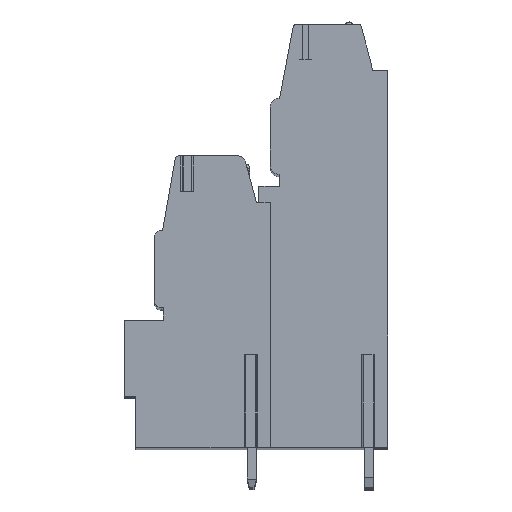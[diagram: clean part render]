
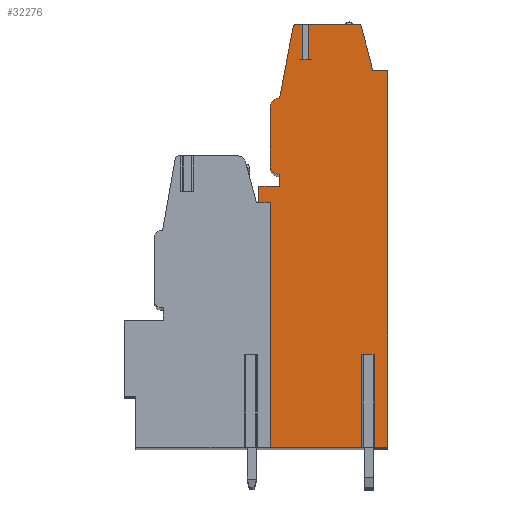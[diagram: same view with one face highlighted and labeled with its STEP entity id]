
A CAD part, top view. The second image highlights one B-rep face of the part: STEP entity #32276.
In plain terms, the highlighted planar face has unit normal (0, 0, 1).
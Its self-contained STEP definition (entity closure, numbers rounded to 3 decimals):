
#13=DIRECTION('',(0.,1.,0.));
#14=VECTOR('',#13,14.45);
#15=CARTESIAN_POINT('',(1.,-19.1,114.3));
#16=LINE('',#15,#14);
#17=DIRECTION('',(0.,-1.,0.));
#18=VECTOR('',#17,1.45);
#19=CARTESIAN_POINT('',(0.,3.5,114.3));
#20=LINE('',#19,#18);
#21=DIRECTION('',(-1.,0.,0.));
#22=VECTOR('',#21,1.8);
#23=CARTESIAN_POINT('',(1.8,3.5,114.3));
#24=LINE('',#23,#22);
#25=DIRECTION('',(0.,-1.,0.));
#26=VECTOR('',#25,1.);
#27=CARTESIAN_POINT('',(1.8,4.5,114.3));
#28=LINE('',#27,#26);
#29=CARTESIAN_POINT('',(1.8,5.3,114.3));
#30=DIRECTION('',(0.,0.,1.));
#31=DIRECTION('',(-1.,0.,0.));
#32=AXIS2_PLACEMENT_3D('',#29,#30,#31);
#34=DIRECTION('',(0.,-1.,0.));
#35=VECTOR('',#34,5.);
#36=CARTESIAN_POINT('',(1.,10.3,114.3));
#37=LINE('',#36,#35);
#38=CARTESIAN_POINT('',(1.8,10.3,114.3));
#39=DIRECTION('',(0.,0.,1.));
#40=DIRECTION('',(0.,1.,0.));
#41=AXIS2_PLACEMENT_3D('',#38,#39,#40);
#43=DIRECTION('',(-0.186,-0.983,0.));
#44=VECTOR('',#43,6.265);
#45=CARTESIAN_POINT('',(2.964,17.256,114.3));
#46=LINE('',#45,#44);
#47=CARTESIAN_POINT('',(3.259,17.2,114.3));
#48=DIRECTION('',(0.,0.,1.));
#49=DIRECTION('',(0.,1.,0.));
#50=AXIS2_PLACEMENT_3D('',#47,#48,#49);
#52=DIRECTION('',(-1.,0.,0.));
#53=VECTOR('',#52,0.551);
#54=CARTESIAN_POINT('',(3.81,17.5,114.3));
#55=LINE('',#54,#53);
#56=DIRECTION('',(0.,-1.,0.));
#57=VECTOR('',#56,3.05);
#58=CARTESIAN_POINT('',(3.81,17.5,114.3));
#59=LINE('',#58,#57);
#60=DIRECTION('',(1.,0.,0.));
#61=VECTOR('',#60,0.5);
#62=CARTESIAN_POINT('',(3.81,14.45,114.3));
#63=LINE('',#62,#61);
#64=DIRECTION('',(0.,-1.,0.));
#65=VECTOR('',#64,3.05);
#66=CARTESIAN_POINT('',(4.31,17.5,114.3));
#67=LINE('',#66,#65);
#68=DIRECTION('',(-1.,0.,0.));
#69=VECTOR('',#68,4.27);
#70=CARTESIAN_POINT('',(8.58,17.5,114.3));
#71=LINE('',#70,#69);
#72=CARTESIAN_POINT('',(8.58,17.2,114.3));
#73=DIRECTION('',(0.,0.,1.));
#74=DIRECTION('',(0.965,0.261,0.));
#75=AXIS2_PLACEMENT_3D('',#72,#73,#74);
#77=DIRECTION('',(-0.261,0.965,0.));
#78=VECTOR('',#77,3.539);
#79=CARTESIAN_POINT('',(9.792,13.861,114.3));
#80=LINE('',#79,#78);
#81=DIRECTION('',(-0.035,0.999,0.));
#82=VECTOR('',#81,0.361);
#83=CARTESIAN_POINT('',(9.805,13.5,114.3));
#84=LINE('',#83,#82);
#85=DIRECTION('',(-1.,0.,0.));
#86=VECTOR('',#85,1.355);
#87=CARTESIAN_POINT('',(11.16,13.5,114.3));
#88=LINE('',#87,#86);
#89=DIRECTION('',(0.,1.,0.));
#90=VECTOR('',#89,32.6);
#91=CARTESIAN_POINT('',(11.16,-19.1,114.3));
#92=LINE('',#91,#90);
#93=DIRECTION('',(1.,0.,0.));
#94=VECTOR('',#93,1.39);
#95=CARTESIAN_POINT('',(9.77,-19.1,114.3));
#96=LINE('',#95,#94);
#97=DIRECTION('',(0.,1.,0.));
#98=VECTOR('',#97,8.);
#99=CARTESIAN_POINT('',(9.77,-19.1,114.3));
#100=LINE('',#99,#98);
#101=DIRECTION('',(-1.,0.,0.));
#102=VECTOR('',#101,0.62);
#103=CARTESIAN_POINT('',(9.77,-11.1,114.3));
#104=LINE('',#103,#102);
#105=DIRECTION('',(0.,1.,0.));
#106=VECTOR('',#105,8.);
#107=CARTESIAN_POINT('',(9.15,-19.1,114.3));
#108=LINE('',#107,#106);
#109=DIRECTION('',(1.,0.,0.));
#110=VECTOR('',#109,8.15);
#111=CARTESIAN_POINT('',(1.,-19.1,114.3));
#112=LINE('',#111,#110);
#133=DIRECTION('',(-1.,0.,0.));
#134=VECTOR('',#133,1.195);
#135=CARTESIAN_POINT('',(1.,-4.65,114.3));
#136=LINE('',#135,#134);
#141=DIRECTION('',(-1.,0.,0.));
#142=VECTOR('',#141,0.195);
#143=CARTESIAN_POINT('',(0.,2.05,114.3));
#144=LINE('',#143,#142);
#1055=DIRECTION('',(0.,-1.,0.));
#1056=VECTOR('',#1055,6.7);
#1057=CARTESIAN_POINT('',(-0.195,2.05,114.3));
#1058=LINE('',#1057,#1056);
#25372=CARTESIAN_POINT('',(11.16,-19.1,114.3));
#25373=CARTESIAN_POINT('',(11.16,13.5,114.3));
#25374=VERTEX_POINT('',#25372);
#25375=VERTEX_POINT('',#25373);
#25376=CARTESIAN_POINT('',(9.805,13.5,114.3));
#25377=VERTEX_POINT('',#25376);
#25378=CARTESIAN_POINT('',(9.792,13.861,114.3));
#25379=VERTEX_POINT('',#25378);
#25380=CARTESIAN_POINT('',(8.87,17.278,114.3));
#25381=VERTEX_POINT('',#25380);
#25382=CARTESIAN_POINT('',(8.58,17.5,114.3));
#25383=VERTEX_POINT('',#25382);
#25384=CARTESIAN_POINT('',(3.259,17.5,114.3));
#25385=CARTESIAN_POINT('',(2.964,17.256,114.3));
#25386=VERTEX_POINT('',#25384);
#25387=VERTEX_POINT('',#25385);
#25388=CARTESIAN_POINT('',(1.8,11.1,114.3));
#25389=VERTEX_POINT('',#25388);
#25390=CARTESIAN_POINT('',(1.,10.3,114.3));
#25391=VERTEX_POINT('',#25390);
#25392=CARTESIAN_POINT('',(1.,5.3,114.3));
#25393=VERTEX_POINT('',#25392);
#25394=CARTESIAN_POINT('',(1.8,4.5,114.3));
#25395=VERTEX_POINT('',#25394);
#25396=CARTESIAN_POINT('',(1.8,3.5,114.3));
#25397=VERTEX_POINT('',#25396);
#25398=CARTESIAN_POINT('',(0.,3.5,114.3));
#25399=VERTEX_POINT('',#25398);
#25504=CARTESIAN_POINT('',(1.,-19.1,114.3));
#25505=VERTEX_POINT('',#25504);
#25530=CARTESIAN_POINT('',(9.77,-11.1,114.3));
#25531=CARTESIAN_POINT('',(9.15,-11.1,114.3));
#25532=VERTEX_POINT('',#25530);
#25533=VERTEX_POINT('',#25531);
#25534=CARTESIAN_POINT('',(9.77,-19.1,114.3));
#25535=VERTEX_POINT('',#25534);
#25536=CARTESIAN_POINT('',(9.15,-19.1,114.3));
#25537=VERTEX_POINT('',#25536);
#25574=CARTESIAN_POINT('',(3.81,14.45,114.3));
#25575=CARTESIAN_POINT('',(4.31,14.45,114.3));
#25576=VERTEX_POINT('',#25574);
#25577=VERTEX_POINT('',#25575);
#25578=CARTESIAN_POINT('',(4.31,17.5,114.3));
#25579=VERTEX_POINT('',#25578);
#25580=CARTESIAN_POINT('',(3.81,17.5,114.3));
#25581=VERTEX_POINT('',#25580);
#25966=CARTESIAN_POINT('',(-0.195,-4.65,114.3));
#25968=VERTEX_POINT('',#25966);
#25970=CARTESIAN_POINT('',(0.,2.05,114.3));
#25971=CARTESIAN_POINT('',(-0.195,2.05,114.3));
#25972=VERTEX_POINT('',#25970);
#25973=VERTEX_POINT('',#25971);
#25978=CARTESIAN_POINT('',(1.,-4.65,114.3));
#25980=VERTEX_POINT('',#25978);
#32215=CARTESIAN_POINT('',(0.,0.,114.3));
#32216=DIRECTION('',(0.,0.,1.));
#32217=DIRECTION('',(1.,0.,0.));
#32218=AXIS2_PLACEMENT_3D('',#32215,#32216,#32217);
#32219=PLANE('',#32218);
#32221=ORIENTED_EDGE('',*,*,#32220,.T.);
#32223=ORIENTED_EDGE('',*,*,#32222,.T.);
#32225=ORIENTED_EDGE('',*,*,#32224,.F.);
#32227=ORIENTED_EDGE('',*,*,#32226,.F.);
#32229=ORIENTED_EDGE('',*,*,#32228,.F.);
#32231=ORIENTED_EDGE('',*,*,#32230,.F.);
#32233=ORIENTED_EDGE('',*,*,#32232,.F.);
#32235=ORIENTED_EDGE('',*,*,#32234,.F.);
#32237=ORIENTED_EDGE('',*,*,#32236,.F.);
#32239=ORIENTED_EDGE('',*,*,#32238,.F.);
#32241=ORIENTED_EDGE('',*,*,#32240,.F.);
#32243=ORIENTED_EDGE('',*,*,#32242,.F.);
#32245=ORIENTED_EDGE('',*,*,#32244,.F.);
#32247=ORIENTED_EDGE('',*,*,#32246,.T.);
#32249=ORIENTED_EDGE('',*,*,#32248,.T.);
#32251=ORIENTED_EDGE('',*,*,#32250,.F.);
#32253=ORIENTED_EDGE('',*,*,#32252,.F.);
#32255=ORIENTED_EDGE('',*,*,#32254,.F.);
#32257=ORIENTED_EDGE('',*,*,#32256,.F.);
#32259=ORIENTED_EDGE('',*,*,#32258,.F.);
#32261=ORIENTED_EDGE('',*,*,#32260,.F.);
#32263=ORIENTED_EDGE('',*,*,#32262,.F.);
#32265=ORIENTED_EDGE('',*,*,#32264,.F.);
#32267=ORIENTED_EDGE('',*,*,#32266,.T.);
#32269=ORIENTED_EDGE('',*,*,#32268,.T.);
#32271=ORIENTED_EDGE('',*,*,#32270,.F.);
#32273=ORIENTED_EDGE('',*,*,#32272,.F.);
#32274=EDGE_LOOP('',(#32221,#32223,#32225,#32227,#32229,#32231,#32233,#32235,
#32237,#32239,#32241,#32243,#32245,#32247,#32249,#32251,#32253,#32255,#32257,
#32259,#32261,#32263,#32265,#32267,#32269,#32271,#32273));
#32275=FACE_OUTER_BOUND('',#32274,.F.);
#33=CIRCLE('',#32,0.8);
#42=CIRCLE('',#41,0.8);
#51=CIRCLE('',#50,0.3);
#76=CIRCLE('',#75,0.3);
#32220=EDGE_CURVE('',#25505,#25980,#16,.T.);
#32222=EDGE_CURVE('',#25980,#25968,#136,.T.);
#32224=EDGE_CURVE('',#25973,#25968,#1058,.T.);
#32226=EDGE_CURVE('',#25972,#25973,#144,.T.);
#32228=EDGE_CURVE('',#25399,#25972,#20,.T.);
#32230=EDGE_CURVE('',#25397,#25399,#24,.T.);
#32232=EDGE_CURVE('',#25395,#25397,#28,.T.);
#32234=EDGE_CURVE('',#25393,#25395,#33,.T.);
#32236=EDGE_CURVE('',#25391,#25393,#37,.T.);
#32238=EDGE_CURVE('',#25389,#25391,#42,.T.);
#32240=EDGE_CURVE('',#25387,#25389,#46,.T.);
#32242=EDGE_CURVE('',#25386,#25387,#51,.T.);
#32244=EDGE_CURVE('',#25581,#25386,#55,.T.);
#32246=EDGE_CURVE('',#25581,#25576,#59,.T.);
#32248=EDGE_CURVE('',#25576,#25577,#63,.T.);
#32250=EDGE_CURVE('',#25579,#25577,#67,.T.);
#32252=EDGE_CURVE('',#25383,#25579,#71,.T.);
#32254=EDGE_CURVE('',#25381,#25383,#76,.T.);
#32256=EDGE_CURVE('',#25379,#25381,#80,.T.);
#32258=EDGE_CURVE('',#25377,#25379,#84,.T.);
#32260=EDGE_CURVE('',#25375,#25377,#88,.T.);
#32262=EDGE_CURVE('',#25374,#25375,#92,.T.);
#32264=EDGE_CURVE('',#25535,#25374,#96,.T.);
#32266=EDGE_CURVE('',#25535,#25532,#100,.T.);
#32268=EDGE_CURVE('',#25532,#25533,#104,.T.);
#32270=EDGE_CURVE('',#25537,#25533,#108,.T.);
#32272=EDGE_CURVE('',#25505,#25537,#112,.T.);
#32276=ADVANCED_FACE('',(#32275),#32219,.T.);
